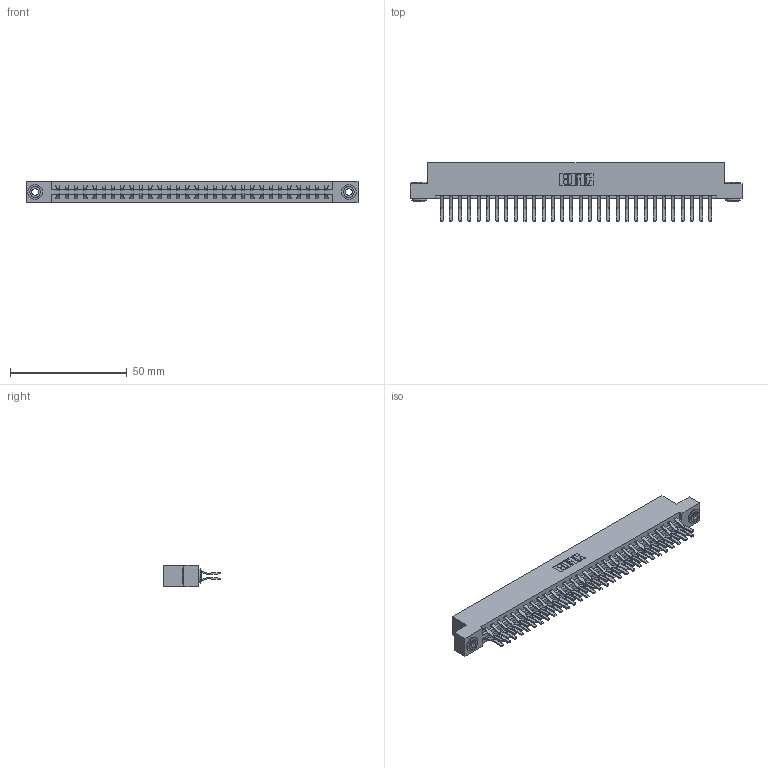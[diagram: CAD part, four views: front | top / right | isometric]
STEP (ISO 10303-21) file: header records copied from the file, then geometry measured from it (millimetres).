
FILE_DESCRIPTION (( 'STEP AP203' ), '1' );
FILE_NAME ('337-060-560-203.STEP', '2019-10-09T20:55:03', ( '' ), ( '' ), 'SwSTEP 2.0', 'SolidWorks 2016', '' );
FILE_SCHEMA (( 'CONFIG_CONTROL_DESIGN' ));
Length unit declared in the file: inch
Products named in the file (4): 345-292-001_560 Tail; 345-250-002_345-250-002-102; 337 Part_Flush Mounting Lugs - 0.156 Dia-TH; 337-060-560-203
Assembly tree (63 placements, depth 2):
  337-060-560-203
    337 Part_Flush Mounting Lugs - 0.156 Dia-TH
    345-292-001_560 Tail  x60
    345-250-002_345-250-002-102  x2
Bounding box: 141.88 x 24.78 x 9.4 mm (x, y, z)
Volume: 15205.8 mm3; surface area: 18436.3 mm2
Topology: 63 solids, 63 shells, 3512 faces, 10407 edges, 6854 vertices
Faces by surface type: plane 2360, cylinder 1144, cone 8
Entity records: 25550 total; most frequent: CARTESIAN_POINT 4289, ORIENTED_EDGE 4218, DIRECTION 3707, EDGE_CURVE 2109, VECTOR 1953, LINE 1953, VERTEX_POINT 1402, AXIS2_PLACEMENT_3D 877
